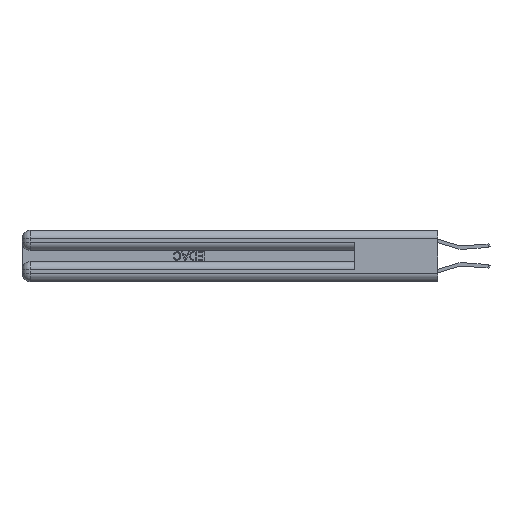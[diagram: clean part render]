
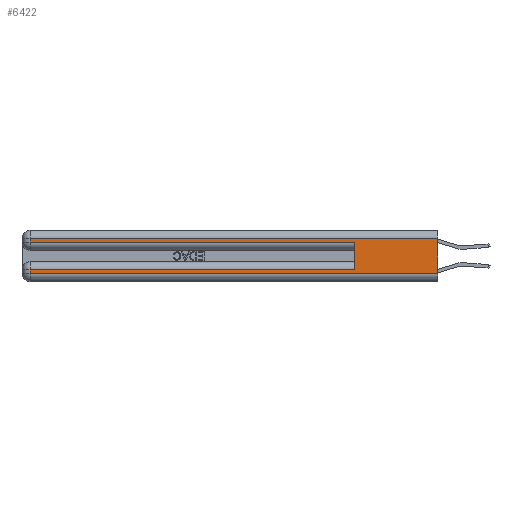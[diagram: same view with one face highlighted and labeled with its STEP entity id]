
A CAD part, left-side view. The second image highlights one B-rep face of the part: STEP entity #6422.
In plain terms, the highlighted planar face has unit normal (-1, 0, 0).
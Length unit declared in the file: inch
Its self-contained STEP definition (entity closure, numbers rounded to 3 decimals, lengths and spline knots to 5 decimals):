
#4 = VERTEX_POINT ( 'NONE', #3339 ) ;
#446 = CARTESIAN_POINT ( 'NONE',  ( 0., 0.6, 0.145 ) ) ;
#2533 = DIRECTION ( 'NONE',  ( 1., 0., 0. ) ) ;
#2788 = VERTEX_POINT ( 'NONE', #8903 ) ;
#2938 = VECTOR ( 'NONE', #4369, 39.37008 ) ;
#3209 = CARTESIAN_POINT ( 'NONE',  ( 0., 0., 0.31 ) ) ;
#3269 = VERTEX_POINT ( 'NONE', #7014 ) ;
#3339 = CARTESIAN_POINT ( 'NONE',  ( 0., 2.94, 0.285 ) ) ;
#3458 = LINE ( 'NONE', #22900, #22988 ) ;
#3804 = LINE ( 'NONE', #14730, #17199 ) ;
#4369 = DIRECTION ( 'NONE',  ( 0., 0., -1. ) ) ;
#5247 = CARTESIAN_POINT ( 'NONE',  ( 0., 0., 0.085 ) ) ;
#5646 = ORIENTED_EDGE ( 'NONE', *, *, #16185, .T. ) ;
#6024 = LINE ( 'NONE', #28069, #24711 ) ;
#6422 = ADVANCED_FACE ( 'NONE', ( #8852 ), #13313, .F. ) ;
#6859 = EDGE_CURVE ( 'NONE', #17639, #22355, #3804, .T. ) ;
#7014 = CARTESIAN_POINT ( 'NONE',  ( 0., 2.94, 0.31 ) ) ;
#7188 = CARTESIAN_POINT ( 'NONE',  ( 0., 0., 0.31 ) ) ;
#7789 = VECTOR ( 'NONE', #14062, 39.37008 ) ;
#8852 = FACE_OUTER_BOUND ( 'NONE', #21613, .T. ) ;
#8903 = CARTESIAN_POINT ( 'NONE',  ( 0., 2.94, 0.06 ) ) ;
#9424 = DIRECTION ( 'NONE',  ( 0., 0., -1. ) ) ;
#9592 = EDGE_CURVE ( 'NONE', #19133, #14890, #20328, .T. ) ;
#9690 = ORIENTED_EDGE ( 'NONE', *, *, #13003, .T. ) ;
#10255 = ORIENTED_EDGE ( 'NONE', *, *, #6859, .F. ) ;
#10464 = DIRECTION ( 'NONE',  ( 0., 0., -1. ) ) ;
#10835 = VECTOR ( 'NONE', #13537, 39.37008 ) ;
#11012 = VERTEX_POINT ( 'NONE', #24221 ) ;
#11060 = VECTOR ( 'NONE', #24857, 39.37008 ) ;
#11120 = LINE ( 'NONE', #26692, #2938 ) ;
#12073 = DIRECTION ( 'NONE',  ( 0., -1., 0. ) ) ;
#12262 = DIRECTION ( 'NONE',  ( 0., 1., 0. ) ) ;
#13003 = EDGE_CURVE ( 'NONE', #3269, #4, #6024, .T. ) ;
#13313 = PLANE ( 'NONE',  #15319 ) ;
#13537 = DIRECTION ( 'NONE',  ( 0., 0., 1. ) ) ;
#14062 = DIRECTION ( 'NONE',  ( 0., 1., 0. ) ) ;
#14730 = CARTESIAN_POINT ( 'NONE',  ( 0., 0., 0.37 ) ) ;
#14792 = ORIENTED_EDGE ( 'NONE', *, *, #25522, .T. ) ;
#14890 = VERTEX_POINT ( 'NONE', #18651 ) ;
#15319 = AXIS2_PLACEMENT_3D ( 'NONE', #15930, #2533, #9424 ) ;
#15930 = CARTESIAN_POINT ( 'NONE',  ( 0., 0., 0.37 ) ) ;
#16185 = EDGE_CURVE ( 'NONE', #17639, #3269, #18282, .T. ) ;
#16621 = ORIENTED_EDGE ( 'NONE', *, *, #16727, .T. ) ;
#16727 = EDGE_CURVE ( 'NONE', #19133, #11012, #24964, .T. ) ;
#17199 = VECTOR ( 'NONE', #25979, 39.37008 ) ;
#17639 = VERTEX_POINT ( 'NONE', #3209 ) ;
#18282 = LINE ( 'NONE', #7188, #7789 ) ;
#18651 = CARTESIAN_POINT ( 'NONE',  ( 0., 0.6, 0.285 ) ) ;
#19133 = VERTEX_POINT ( 'NONE', #21932 ) ;
#19204 = CARTESIAN_POINT ( 'NONE',  ( 0., 0., 0.06 ) ) ;
#19216 = EDGE_CURVE ( 'NONE', #2788, #22355, #3458, .T. ) ;
#20066 = EDGE_CURVE ( 'NONE', #4, #14890, #22697, .T. ) ;
#20328 = LINE ( 'NONE', #446, #10835 ) ;
#21613 = EDGE_LOOP ( 'NONE', ( #10255, #5646, #9690, #24082, #27401, #16621, #14792, #25650 ) ) ;
#21932 = CARTESIAN_POINT ( 'NONE',  ( 0., 0.6, 0.085 ) ) ;
#22355 = VERTEX_POINT ( 'NONE', #19204 ) ;
#22697 = LINE ( 'NONE', #24581, #11060 ) ;
#22900 = CARTESIAN_POINT ( 'NONE',  ( 0., 0., 0.06 ) ) ;
#22988 = VECTOR ( 'NONE', #12073, 39.37008 ) ;
#24082 = ORIENTED_EDGE ( 'NONE', *, *, #20066, .T. ) ;
#24221 = CARTESIAN_POINT ( 'NONE',  ( 0., 2.94, 0.085 ) ) ;
#24581 = CARTESIAN_POINT ( 'NONE',  ( 0., 0., 0.285 ) ) ;
#24711 = VECTOR ( 'NONE', #10464, 39.37008 ) ;
#24857 = DIRECTION ( 'NONE',  ( 0., -1., 0. ) ) ;
#24964 = LINE ( 'NONE', #5247, #26689 ) ;
#25522 = EDGE_CURVE ( 'NONE', #11012, #2788, #11120, .T. ) ;
#25650 = ORIENTED_EDGE ( 'NONE', *, *, #19216, .T. ) ;
#25979 = DIRECTION ( 'NONE',  ( 0., 0., -1. ) ) ;
#26689 = VECTOR ( 'NONE', #12262, 39.37008 ) ;
#26692 = CARTESIAN_POINT ( 'NONE',  ( 0., 2.94, 0.37 ) ) ;
#27401 = ORIENTED_EDGE ( 'NONE', *, *, #9592, .F. ) ;
#28069 = CARTESIAN_POINT ( 'NONE',  ( 0., 2.94, 0.37 ) ) ;
